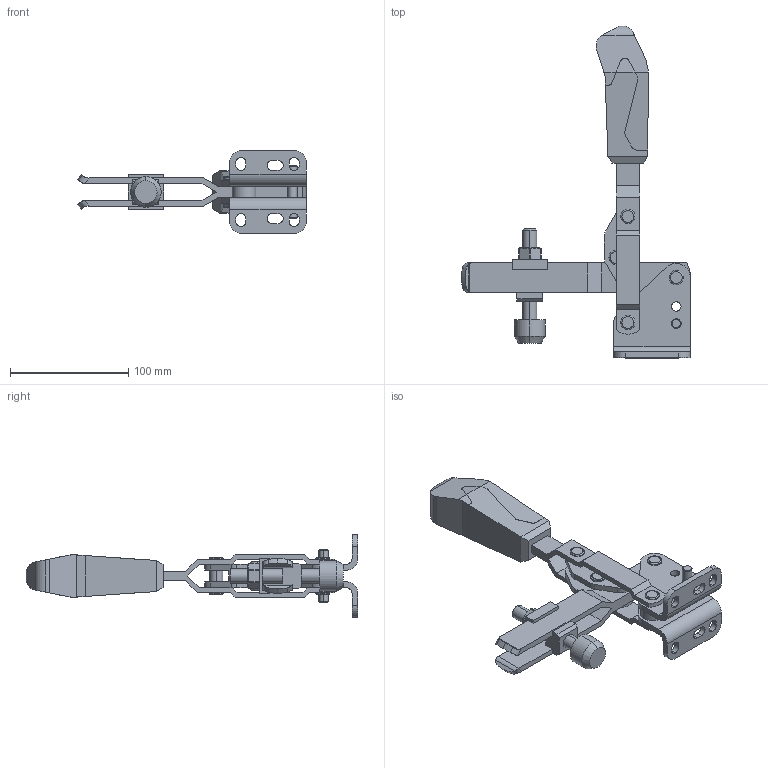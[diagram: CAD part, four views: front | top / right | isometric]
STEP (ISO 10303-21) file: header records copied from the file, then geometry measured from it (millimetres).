
FILE_DESCRIPTION(('STEP AP214'),'1');
FILE_NAME('HALDERN_EH_23330_0006.stp','2019-11-14T12:13:34',('TraceParts'),('TraceParts S.A.'),'Spatial InterOp 3D',' ',' ');
FILE_SCHEMA(('AUTOMOTIVE_DESIGN { 1 0 10303 214 1 1 1 1 }'));
Length unit declared in the file: millimetre
Products named in the file (1): HALDERN_EH_23330_0006_1
Bounding box: 193.82 x 281 x 70 mm (x, y, z)
Volume: 297664.1 mm3; surface area: 99806.6 mm2
Topology: 7 solids, 8 shells, 383 faces, 990 edges, 646 vertices
Faces by surface type: plane 178, cylinder 161, cone 24, bspline 20
Entity records: 15259 total; most frequent: CARTESIAN_POINT 2692, ORIENTED_EDGE 1980, DIRECTION 1956, EDGE_CURVE 990, AXIS2_PLACEMENT_3D 690, VERTEX_POINT 646, LINE 576, VECTOR 576
